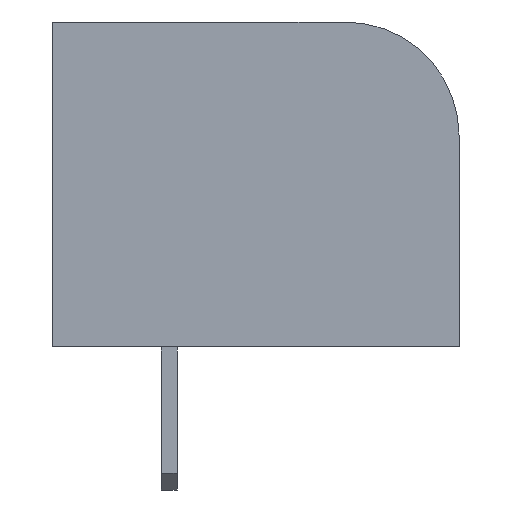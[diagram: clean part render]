
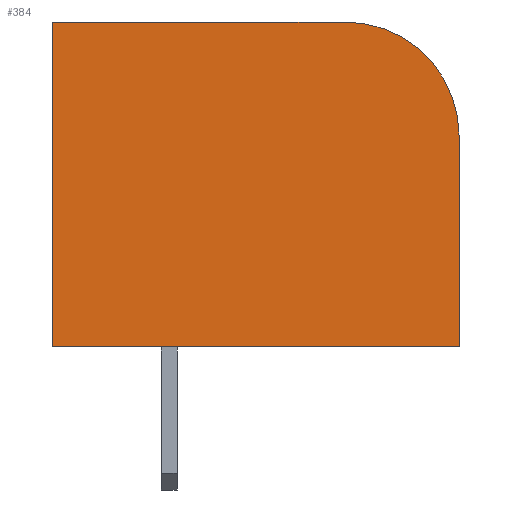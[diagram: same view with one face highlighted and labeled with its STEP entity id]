
A CAD part, left-side view. The second image highlights one B-rep face of the part: STEP entity #384.
In plain terms, the highlighted planar face has unit normal (-1, 0, 0).
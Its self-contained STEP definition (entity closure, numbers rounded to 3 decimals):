
#13=DIRECTION('',(0.,0.,1.));
#21=EDGE_CURVE('',#22,#24,#26,.T.);
#22=VERTEX_POINT('',#23);
#23=CARTESIAN_POINT('',(-5.5,-12.7,0.));
#24=VERTEX_POINT('',#25);
#25=CARTESIAN_POINT('',(-5.5,-12.7,9.2));
#26=LINE('',#23,#27);
#27=VECTOR('',#13,1.);
#34=DIRECTION('',(1.,0.,0.));
#384=ADVANCED_FACE('',(#385),#411,.F.);
#385=FACE_BOUND('',#386,.F.);
#386=EDGE_LOOP('',(#387,#388,#395,#400,#405));
#387=ORIENTED_EDGE('',*,*,#21,.F.);
#388=ORIENTED_EDGE('',*,*,#389,.F.);
#389=EDGE_CURVE('',#390,#22,#392,.T.);
#390=VERTEX_POINT('',#391);
#391=CARTESIAN_POINT('',(-5.5,5.1,0.));
#392=LINE('',#391,#393);
#393=VECTOR('',#394,1.);
#394=DIRECTION('',(0.,-1.,0.));
#395=ORIENTED_EDGE('',*,*,#396,.T.);
#396=EDGE_CURVE('',#390,#397,#399,.T.);
#397=VERTEX_POINT('',#398);
#398=CARTESIAN_POINT('',(-5.5,5.1,14.2));
#399=LINE('',#391,#27);
#400=ORIENTED_EDGE('',*,*,#401,.T.);
#401=EDGE_CURVE('',#397,#402,#404,.T.);
#402=VERTEX_POINT('',#403);
#403=CARTESIAN_POINT('',(-5.5,-7.7,14.2));
#404=LINE('',#398,#393);
#405=ORIENTED_EDGE('',*,*,#406,.F.);
#406=EDGE_CURVE('',#24,#402,#407,.T.);
#407=CIRCLE('',#408,5.);
#408=AXIS2_PLACEMENT_3D('',#409,#410,#13);
#409=CARTESIAN_POINT('',(-5.5,-7.7,9.2));
#410=DIRECTION('',(-1.,0.,0.));
#411=PLANE('',#412);
#412=AXIS2_PLACEMENT_3D('',#391,#34,#394);
